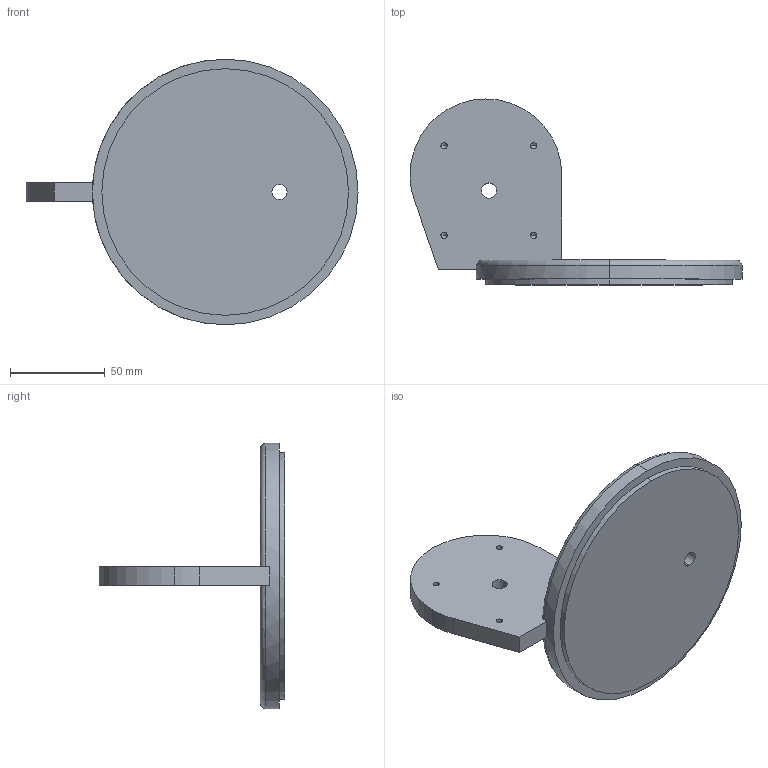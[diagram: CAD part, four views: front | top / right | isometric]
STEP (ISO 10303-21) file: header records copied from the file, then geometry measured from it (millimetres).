
FILE_DESCRIPTION (( 'STEP AP214' ), '1' );
FILE_NAME ('first_link.STEP', '2021-01-25T00:56:19', ( '' ), ( '' ), 'SwSTEP 2.0', 'SolidWorks 2017', '' );
FILE_SCHEMA (( 'AUTOMOTIVE_DESIGN' ));
Length unit declared in the file: millimetre
Products named in the file (1): first_link
Bounding box: 175 x 98 x 140 mm (x, y, z)
Volume: 250962.4 mm3; surface area: 50599.7 mm2
Topology: 1 solids, 1 shells, 53 faces, 132 edges, 74 vertices
Faces by surface type: cylinder 26, cone 16, plane 8, torus 3
Entity records: 1977 total; most frequent: DIRECTION 281, CARTESIAN_POINT 274, ORIENTED_EDGE 232, EDGE_CURVE 116, AXIS2_PLACEMENT_3D 113, VERTEX_POINT 74, EDGE_LOOP 66, CIRCLE 59
